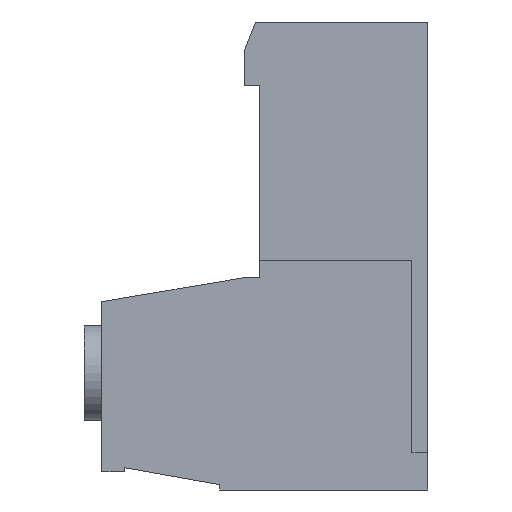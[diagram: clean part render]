
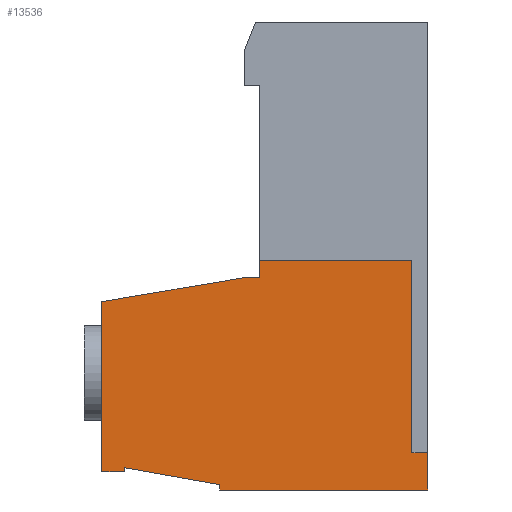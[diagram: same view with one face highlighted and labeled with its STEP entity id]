
A CAD part, left-side view. The second image highlights one B-rep face of the part: STEP entity #13536.
In plain terms, the highlighted planar face has unit normal (-1, 0, 0).
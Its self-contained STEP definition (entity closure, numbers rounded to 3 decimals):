
#178 = DIRECTION ( 'NONE',  ( 0., -1., 0. ) ) ;
#245 = VECTOR ( 'NONE', #10063, 1000. ) ;
#559 = DIRECTION ( 'NONE',  ( 0., 0., -1. ) ) ;
#604 = CARTESIAN_POINT ( 'NONE',  ( 0., 14.25, -20.95 ) ) ;
#958 = DIRECTION ( 'NONE',  ( 0., 0., -1. ) ) ;
#1376 = LINE ( 'NONE', #15690, #8041 ) ;
#1989 = LINE ( 'NONE', #11258, #5134 ) ;
#2405 = ORIENTED_EDGE ( 'NONE', *, *, #11049, .F. ) ;
#2410 = VECTOR ( 'NONE', #14010, 1000. ) ;
#2441 = CARTESIAN_POINT ( 'NONE',  ( 0., 0., -22. ) ) ;
#2445 = LINE ( 'NONE', #13424, #2410 ) ;
#2711 = VECTOR ( 'NONE', #6079, 1000. ) ;
#3371 = LINE ( 'NONE', #6099, #245 ) ;
#3401 = EDGE_CURVE ( 'NONE', #15364, #5376, #2445, .T. ) ;
#3437 = CARTESIAN_POINT ( 'NONE',  ( 0., 9.77, -22. ) ) ;
#3450 = ORIENTED_EDGE ( 'NONE', *, *, #12120, .F. ) ;
#3512 = VECTOR ( 'NONE', #9252, 1000. ) ;
#4085 = VERTEX_POINT ( 'NONE', #15698 ) ;
#4523 = CARTESIAN_POINT ( 'NONE',  ( 0., 14.25, -20.95 ) ) ;
#4595 = DIRECTION ( 'NONE',  ( 0., 0., 1. ) ) ;
#4783 = VECTOR ( 'NONE', #559, 1000. ) ;
#4837 = ORIENTED_EDGE ( 'NONE', *, *, #14509, .F. ) ;
#4920 = VECTOR ( 'NONE', #178, 1000. ) ;
#5014 = DIRECTION ( 'NONE',  ( 0., -1., 0. ) ) ;
#5134 = VECTOR ( 'NONE', #4595, 1000. ) ;
#5170 = CARTESIAN_POINT ( 'NONE',  ( 0., 0.75, -11.2 ) ) ;
#5268 = ORIENTED_EDGE ( 'NONE', *, *, #7191, .F. ) ;
#5351 = LINE ( 'NONE', #13459, #4920 ) ;
#5376 = VERTEX_POINT ( 'NONE', #15682 ) ;
#5381 = DIRECTION ( 'NONE',  ( 0., 0., -1. ) ) ;
#5733 = LINE ( 'NONE', #10956, #12404 ) ;
#5972 = CARTESIAN_POINT ( 'NONE',  ( 0., 7.9, -11.2 ) ) ;
#6079 = DIRECTION ( 'NONE',  ( 0., 0., 1. ) ) ;
#6099 = CARTESIAN_POINT ( 'NONE',  ( 0., 9.77, -21.75 ) ) ;
#6385 = CARTESIAN_POINT ( 'NONE',  ( 0., 0.75, -20.25 ) ) ;
#6562 = DIRECTION ( 'NONE',  ( 0., -0.986, 0.167 ) ) ;
#6703 = LINE ( 'NONE', #3437, #2711 ) ;
#7191 = EDGE_CURVE ( 'NONE', #13134, #11058, #11994, .T. ) ;
#7224 = CARTESIAN_POINT ( 'NONE',  ( 0., 15.33, -21.15 ) ) ;
#7479 = LINE ( 'NONE', #15711, #3512 ) ;
#8034 = CARTESIAN_POINT ( 'NONE',  ( 0., 8.53, -12. ) ) ;
#8041 = VECTOR ( 'NONE', #6562, 1000. ) ;
#8328 = LINE ( 'NONE', #4523, #4783 ) ;
#8396 = EDGE_LOOP ( 'NONE', ( #14662, #16205, #2405, #4837, #9633, #11740, #12169, #16583, #14034, #16305, #15798, #3450, #5268 ) ) ;
#8466 = LINE ( 'NONE', #13173, #15035 ) ;
#8885 = PLANE ( 'NONE',  #11608 ) ;
#8888 = VERTEX_POINT ( 'NONE', #8034 ) ;
#8919 = LINE ( 'NONE', #15809, #15062 ) ;
#8947 = DIRECTION ( 'NONE',  ( 1., 0., 0. ) ) ;
#9220 = CARTESIAN_POINT ( 'NONE',  ( 0., 9.77, -21.75 ) ) ;
#9252 = DIRECTION ( 'NONE',  ( 0., 1., 0. ) ) ;
#9367 = DIRECTION ( 'NONE',  ( 0., -1., 0. ) ) ;
#9619 = CARTESIAN_POINT ( 'NONE',  ( 0., 0., -20.25 ) ) ;
#9633 = ORIENTED_EDGE ( 'NONE', *, *, #3401, .F. ) ;
#9746 = EDGE_CURVE ( 'NONE', #13409, #12030, #8328, .T. ) ;
#10063 = DIRECTION ( 'NONE',  ( 0., 0.984, 0.176 ) ) ;
#10559 = CARTESIAN_POINT ( 'NONE',  ( 0., 9.77, -22. ) ) ;
#10956 = CARTESIAN_POINT ( 'NONE',  ( 0., 14.25, -21.15 ) ) ;
#11020 = FACE_OUTER_BOUND ( 'NONE', #8396, .T. ) ;
#11049 = EDGE_CURVE ( 'NONE', #8888, #4085, #16800, .T. ) ;
#11058 = VERTEX_POINT ( 'NONE', #6385 ) ;
#11175 = VERTEX_POINT ( 'NONE', #10559 ) ;
#11187 = VERTEX_POINT ( 'NONE', #9220 ) ;
#11258 = CARTESIAN_POINT ( 'NONE',  ( 0., 7.9, -12. ) ) ;
#11608 = AXIS2_PLACEMENT_3D ( 'NONE', #16667, #8947, #958 ) ;
#11670 = CARTESIAN_POINT ( 'NONE',  ( 0., 8.53, -12. ) ) ;
#11740 = ORIENTED_EDGE ( 'NONE', *, *, #15273, .F. ) ;
#11854 = DIRECTION ( 'NONE',  ( 0., 0., -1. ) ) ;
#11994 = LINE ( 'NONE', #13348, #12801 ) ;
#12030 = VERTEX_POINT ( 'NONE', #12038 ) ;
#12038 = CARTESIAN_POINT ( 'NONE',  ( 0., 14.25, -21.15 ) ) ;
#12120 = EDGE_CURVE ( 'NONE', #11058, #13212, #5351, .T. ) ;
#12169 = ORIENTED_EDGE ( 'NONE', *, *, #9746, .F. ) ;
#12324 = EDGE_CURVE ( 'NONE', #4085, #14019, #1989, .T. ) ;
#12401 = EDGE_CURVE ( 'NONE', #11175, #11187, #6703, .T. ) ;
#12404 = VECTOR ( 'NONE', #16096, 1000. ) ;
#12801 = VECTOR ( 'NONE', #5381, 1000. ) ;
#13094 = VECTOR ( 'NONE', #5014, 1000. ) ;
#13134 = VERTEX_POINT ( 'NONE', #5170 ) ;
#13169 = EDGE_CURVE ( 'NONE', #14213, #11175, #7479, .T. ) ;
#13173 = CARTESIAN_POINT ( 'NONE',  ( 0., 0., 0. ) ) ;
#13212 = VERTEX_POINT ( 'NONE', #9619 ) ;
#13348 = CARTESIAN_POINT ( 'NONE',  ( 0., 0.75, -11.2 ) ) ;
#13409 = VERTEX_POINT ( 'NONE', #604 ) ;
#13424 = CARTESIAN_POINT ( 'NONE',  ( 0., 15.33, -21.15 ) ) ;
#13459 = CARTESIAN_POINT ( 'NONE',  ( 0., 0.75, -20.25 ) ) ;
#13536 = ADVANCED_FACE ( 'NONE', ( #11020 ), #8885, .F. ) ;
#13719 = EDGE_CURVE ( 'NONE', #14019, #13134, #8919, .T. ) ;
#14010 = DIRECTION ( 'NONE',  ( 0., 0., 1. ) ) ;
#14019 = VERTEX_POINT ( 'NONE', #5972 ) ;
#14034 = ORIENTED_EDGE ( 'NONE', *, *, #12401, .F. ) ;
#14213 = VERTEX_POINT ( 'NONE', #2441 ) ;
#14500 = EDGE_CURVE ( 'NONE', #13212, #14213, #8466, .T. ) ;
#14509 = EDGE_CURVE ( 'NONE', #5376, #8888, #1376, .T. ) ;
#14662 = ORIENTED_EDGE ( 'NONE', *, *, #13719, .F. ) ;
#15035 = VECTOR ( 'NONE', #11854, 1000. ) ;
#15062 = VECTOR ( 'NONE', #9367, 1000. ) ;
#15273 = EDGE_CURVE ( 'NONE', #12030, #15364, #5733, .T. ) ;
#15364 = VERTEX_POINT ( 'NONE', #7224 ) ;
#15682 = CARTESIAN_POINT ( 'NONE',  ( 0., 15.33, -13.15 ) ) ;
#15690 = CARTESIAN_POINT ( 'NONE',  ( 0., 15.33, -13.15 ) ) ;
#15698 = CARTESIAN_POINT ( 'NONE',  ( 0., 7.9, -12. ) ) ;
#15711 = CARTESIAN_POINT ( 'NONE',  ( 0., 0., -22. ) ) ;
#15798 = ORIENTED_EDGE ( 'NONE', *, *, #14500, .F. ) ;
#15809 = CARTESIAN_POINT ( 'NONE',  ( 0., 7.9, -11.2 ) ) ;
#16096 = DIRECTION ( 'NONE',  ( 0., 1., 0. ) ) ;
#16205 = ORIENTED_EDGE ( 'NONE', *, *, #12324, .F. ) ;
#16305 = ORIENTED_EDGE ( 'NONE', *, *, #13169, .F. ) ;
#16583 = ORIENTED_EDGE ( 'NONE', *, *, #17004, .F. ) ;
#16667 = CARTESIAN_POINT ( 'NONE',  ( 0., 0., 0. ) ) ;
#16800 = LINE ( 'NONE', #11670, #13094 ) ;
#17004 = EDGE_CURVE ( 'NONE', #11187, #13409, #3371, .T. ) ;
